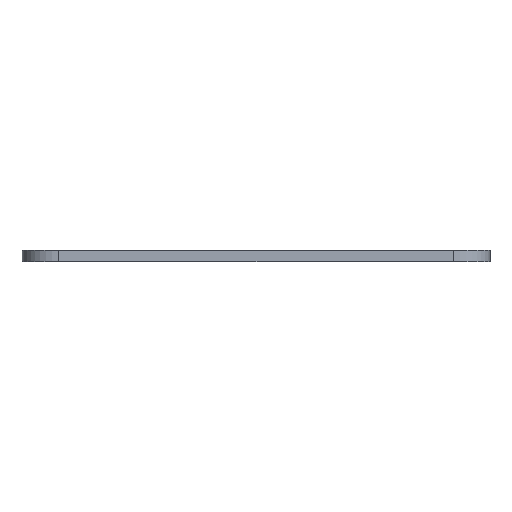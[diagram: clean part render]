
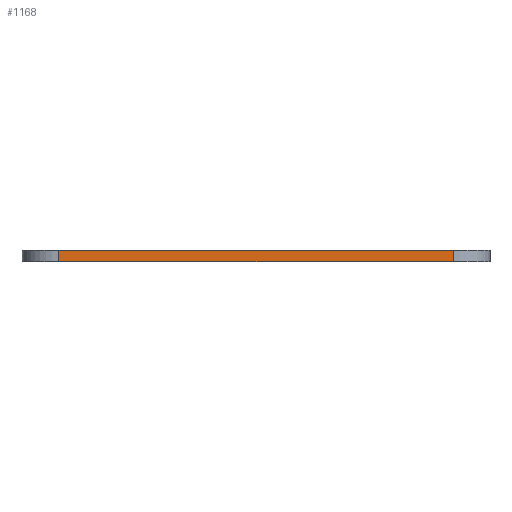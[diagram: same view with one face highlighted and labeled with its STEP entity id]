
A CAD part, left-side view. The second image highlights one B-rep face of the part: STEP entity #1168.
In plain terms, the highlighted planar face has unit normal (-1, 0, 0).
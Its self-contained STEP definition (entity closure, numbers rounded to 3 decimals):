
#164=FACE_OUTER_BOUND('',#240,.T.);
#240=EDGE_LOOP('',(#1047,#1048,#1049,#1050));
#270=LINE('',#1699,#382);
#347=LINE('',#1944,#459);
#352=LINE('',#1966,#464);
#353=LINE('',#1968,#465);
#382=VECTOR('',#1348,10.);
#459=VECTOR('',#1595,10.);
#464=VECTOR('',#1616,10.);
#465=VECTOR('',#1619,10.);
#488=VERTEX_POINT('',#1685);
#494=VERTEX_POINT('',#1697);
#575=VERTEX_POINT('',#1940);
#577=VERTEX_POINT('',#1943);
#610=EDGE_CURVE('',#494,#488,#270,.T.);
#732=EDGE_CURVE('',#575,#577,#347,.T.);
#744=EDGE_CURVE('',#488,#575,#352,.T.);
#745=EDGE_CURVE('',#577,#494,#353,.T.);
#1047=ORIENTED_EDGE('',*,*,#744,.F.);
#1048=ORIENTED_EDGE('',*,*,#610,.F.);
#1049=ORIENTED_EDGE('',*,*,#745,.F.);
#1050=ORIENTED_EDGE('',*,*,#732,.F.);
#1117=PLANE('',#1296);
#1168=ADVANCED_FACE('',(#164),#1117,.T.);
#1296=AXIS2_PLACEMENT_3D('',#1967,#1617,#1618);
#1348=DIRECTION('',(0.,1.,0.));
#1595=DIRECTION('',(0.,-1.,0.));
#1616=DIRECTION('',(0.,0.,1.));
#1617=DIRECTION('center_axis',(-1.,0.,0.));
#1618=DIRECTION('ref_axis',(0.,-1.,0.));
#1619=DIRECTION('',(0.,0.,-1.));
#1685=CARTESIAN_POINT('',(-42.687,11.14,0.));
#1697=CARTESIAN_POINT('',(-42.687,-42.535,0.));
#1699=CARTESIAN_POINT('',(-42.687,-47.535,0.));
#1940=CARTESIAN_POINT('',(-42.687,11.14,1.5));
#1943=CARTESIAN_POINT('',(-42.687,-42.535,1.5));
#1944=CARTESIAN_POINT('',(-42.687,-47.535,1.5));
#1966=CARTESIAN_POINT('',(-42.687,11.14,0.));
#1967=CARTESIAN_POINT('Origin',(-42.687,16.14,0.));
#1968=CARTESIAN_POINT('',(-42.687,-42.535,0.));
